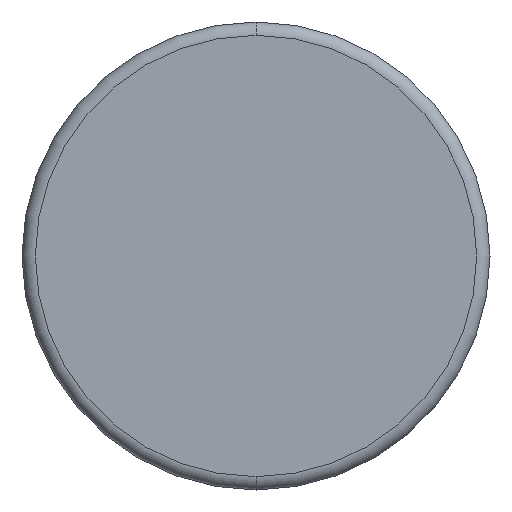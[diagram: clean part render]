
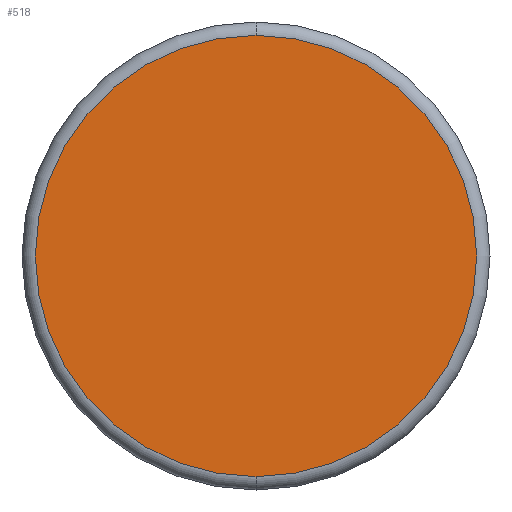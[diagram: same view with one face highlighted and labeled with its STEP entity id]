
A CAD part, front view. The second image highlights one B-rep face of the part: STEP entity #518.
In plain terms, the highlighted planar face has unit normal (0, -1, 0).
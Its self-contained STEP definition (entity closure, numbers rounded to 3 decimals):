
#4 = FACE_OUTER_BOUND ( 'NONE', #684, .T. ) ;
#46 = CARTESIAN_POINT ( 'NONE',  ( 0., 0., 0. ) ) ;
#47 = CIRCLE ( 'NONE', #187, 4.95 ) ;
#109 = CARTESIAN_POINT ( 'NONE',  ( 0., 0., 4.95 ) ) ;
#142 = AXIS2_PLACEMENT_3D ( 'NONE', #176, #547, #660 ) ;
#176 = CARTESIAN_POINT ( 'NONE',  ( 0., 0., 0. ) ) ;
#180 = EDGE_CURVE ( 'NONE', #452, #425, #592, .T. ) ;
#187 = AXIS2_PLACEMENT_3D ( 'NONE', #46, #262, #304 ) ;
#224 = CARTESIAN_POINT ( 'NONE',  ( 0., 0., 0. ) ) ;
#260 = ORIENTED_EDGE ( 'NONE', *, *, #180, .T. ) ;
#262 = DIRECTION ( 'NONE',  ( 0., -1., 0. ) ) ;
#269 = DIRECTION ( 'NONE',  ( 0., 0., -1. ) ) ;
#304 = DIRECTION ( 'NONE',  ( 0., 0., -1. ) ) ;
#376 = EDGE_CURVE ( 'NONE', #425, #452, #47, .T. ) ;
#425 = VERTEX_POINT ( 'NONE', #109 ) ;
#449 = PLANE ( 'NONE',  #142 ) ;
#452 = VERTEX_POINT ( 'NONE', #644 ) ;
#518 = ADVANCED_FACE ( 'NONE', ( #4 ), #449, .F. ) ;
#547 = DIRECTION ( 'NONE',  ( 0., 1., 0. ) ) ;
#592 = CIRCLE ( 'NONE', #649, 4.95 ) ;
#635 = ORIENTED_EDGE ( 'NONE', *, *, #376, .T. ) ;
#644 = CARTESIAN_POINT ( 'NONE',  ( 0., 0., -4.95 ) ) ;
#649 = AXIS2_PLACEMENT_3D ( 'NONE', #224, #693, #269 ) ;
#660 = DIRECTION ( 'NONE',  ( 0., 0., 1. ) ) ;
#684 = EDGE_LOOP ( 'NONE', ( #260, #635 ) ) ;
#693 = DIRECTION ( 'NONE',  ( 0., -1., 0. ) ) ;
